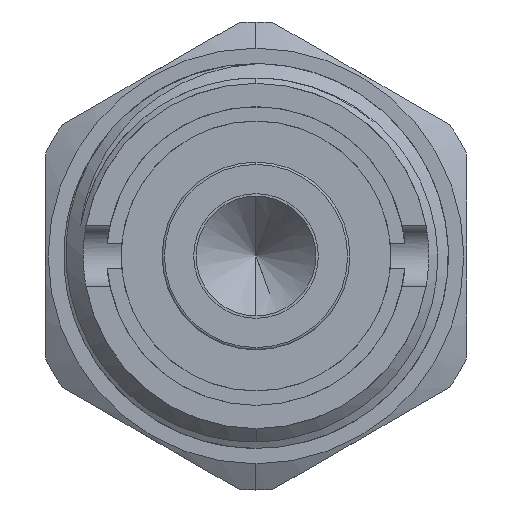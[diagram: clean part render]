
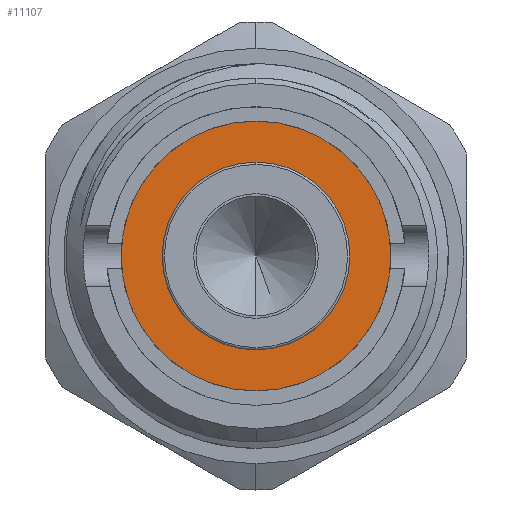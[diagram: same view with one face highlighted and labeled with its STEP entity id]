
A CAD part, front view. The second image highlights one B-rep face of the part: STEP entity #11107.
In plain terms, the highlighted planar face has unit normal (0, -1, 0).
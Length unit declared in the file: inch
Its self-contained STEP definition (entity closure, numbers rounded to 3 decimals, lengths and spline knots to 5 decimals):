
#1 = PLANE ( 'NONE',  #1761 ) ;
#203 = CARTESIAN_POINT ( 'NONE',  ( 0., 0.67, -0.25057 ) ) ;
#217 = AXIS2_PLACEMENT_3D ( 'NONE', #270, #3221, #8955 ) ;
#270 = CARTESIAN_POINT ( 'NONE',  ( 0., 0.67, 0. ) ) ;
#897 = VERTEX_POINT ( 'NONE', #7120 ) ;
#947 = ORIENTED_EDGE ( 'NONE', *, *, #9607, .F. ) ;
#1090 = CARTESIAN_POINT ( 'NONE',  ( 0., 0.67, 0. ) ) ;
#1295 = VERTEX_POINT ( 'NONE', #5627 ) ;
#1442 = AXIS2_PLACEMENT_3D ( 'NONE', #1090, #5951, #2972 ) ;
#1596 = VERTEX_POINT ( 'NONE', #203 ) ;
#1761 = AXIS2_PLACEMENT_3D ( 'NONE', #3974, #6757, #6660 ) ;
#2865 = FACE_OUTER_BOUND ( 'NONE', #4097, .T. ) ;
#2911 = ORIENTED_EDGE ( 'NONE', *, *, #7141, .F. ) ;
#2972 = DIRECTION ( 'NONE',  ( 0., 0., -1. ) ) ;
#3221 = DIRECTION ( 'NONE',  ( 0., 1., 0. ) ) ;
#3974 = CARTESIAN_POINT ( 'NONE',  ( 0.3605, 0.67, 0. ) ) ;
#4097 = EDGE_LOOP ( 'NONE', ( #6678, #947 ) ) ;
#4275 = DIRECTION ( 'NONE',  ( 0., 0., -1. ) ) ;
#4347 = CARTESIAN_POINT ( 'NONE',  ( 0., 0.67, 0.3605 ) ) ;
#4747 = CIRCLE ( 'NONE', #217, 0.3605 ) ;
#4909 = VERTEX_POINT ( 'NONE', #4347 ) ;
#5210 = DIRECTION ( 'NONE',  ( 0., -1., 0. ) ) ;
#5627 = CARTESIAN_POINT ( 'NONE',  ( 0., 0.67, 0.25057 ) ) ;
#5951 = DIRECTION ( 'NONE',  ( 0., -1., 0. ) ) ;
#6561 = EDGE_CURVE ( 'NONE', #1295, #1596, #12060, .T. ) ;
#6660 = DIRECTION ( 'NONE',  ( 0., 0., -1. ) ) ;
#6678 = ORIENTED_EDGE ( 'NONE', *, *, #9333, .F. ) ;
#6687 = AXIS2_PLACEMENT_3D ( 'NONE', #7976, #9888, #11861 ) ;
#6757 = DIRECTION ( 'NONE',  ( 0., -1., 0. ) ) ;
#6970 = CIRCLE ( 'NONE', #11466, 0.25057 ) ;
#7120 = CARTESIAN_POINT ( 'NONE',  ( 0., 0.67, -0.3605 ) ) ;
#7141 = EDGE_CURVE ( 'NONE', #1596, #1295, #6970, .T. ) ;
#7255 = EDGE_LOOP ( 'NONE', ( #11108, #2911 ) ) ;
#7976 = CARTESIAN_POINT ( 'NONE',  ( 0., 0.67, 0. ) ) ;
#8955 = DIRECTION ( 'NONE',  ( 0., 0., 1. ) ) ;
#9223 = CARTESIAN_POINT ( 'NONE',  ( 0., 0.67, 0. ) ) ;
#9243 = FACE_BOUND ( 'NONE', #7255, .T. ) ;
#9333 = EDGE_CURVE ( 'NONE', #4909, #897, #4747, .T. ) ;
#9607 = EDGE_CURVE ( 'NONE', #897, #4909, #10330, .T. ) ;
#9888 = DIRECTION ( 'NONE',  ( 0., 1., 0. ) ) ;
#10330 = CIRCLE ( 'NONE', #6687, 0.3605 ) ;
#11107 = ADVANCED_FACE ( 'NONE', ( #9243, #2865 ), #1, .T. ) ;
#11108 = ORIENTED_EDGE ( 'NONE', *, *, #6561, .F. ) ;
#11466 = AXIS2_PLACEMENT_3D ( 'NONE', #9223, #5210, #4275 ) ;
#11861 = DIRECTION ( 'NONE',  ( 0., 0., 1. ) ) ;
#12060 = CIRCLE ( 'NONE', #1442, 0.25057 ) ;
